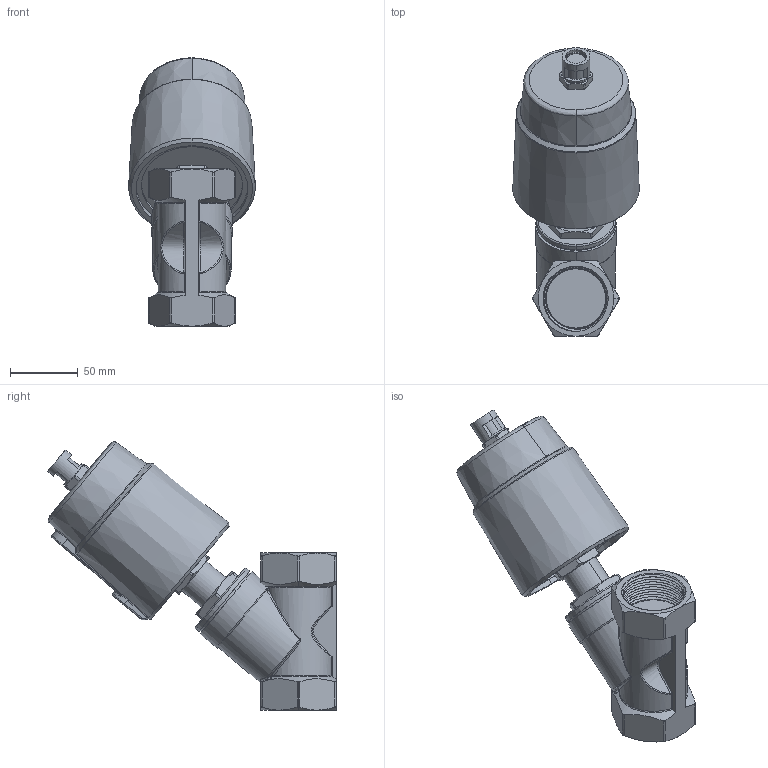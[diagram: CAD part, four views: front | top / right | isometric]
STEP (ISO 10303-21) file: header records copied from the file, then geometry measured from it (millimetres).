
FILE_DESCRIPTION (( 'STEP AP214' ), '1' );
FILE_NAME ('2KD1-1-2.STEP', '2019-03-12T16:29:12', ( '' ), ( '' ), 'SwSTEP 2.0', 'SolidWorks 2016', '' );
FILE_SCHEMA (( 'AUTOMOTIVE_DESIGN' ));
Length unit declared in the file: millimetre
Products named in the file (1): 2KD1-1-2
Bounding box: 93.72 x 213.69 x 198.67 mm (x, y, z)
Volume: 973737.6 mm3; surface area: 98445.3 mm2
Topology: 2 solids, 2 shells, 389 faces, 1016 edges, 641 vertices
Faces by surface type: cone 137, cylinder 76, plane 76, bspline 71, torus 21, sphere 8
Entity records: 39165 total; most frequent: CARTESIAN_POINT 26378, ORIENTED_EDGE 2024, DIRECTION 1412, EDGE_CURVE 1012, VERTEX_POINT 641, AXIS2_PLACEMENT_3D 577, B_SPLINE_CURVE_WITH_KNOTS 482, EDGE_LOOP 407
